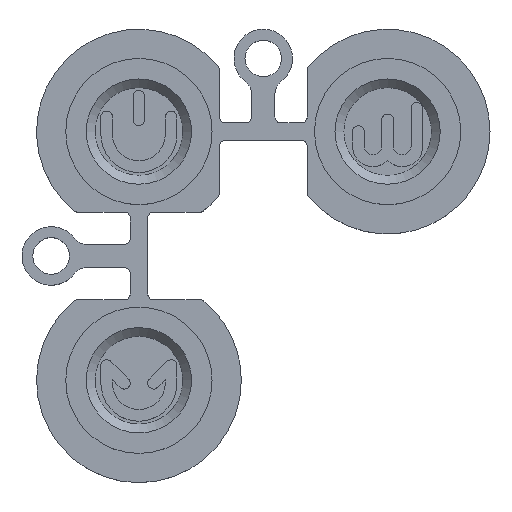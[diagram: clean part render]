
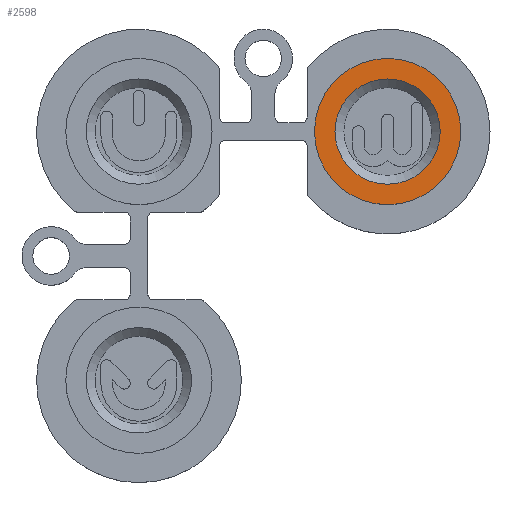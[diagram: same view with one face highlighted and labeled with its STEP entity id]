
A CAD part, top view. The second image highlights one B-rep face of the part: STEP entity #2598.
In plain terms, the highlighted planar face has unit normal (0, 0, 1).
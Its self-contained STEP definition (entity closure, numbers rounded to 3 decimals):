
#2548=CARTESIAN_POINT('',(12.,0.,1.4));
#2549=VERTEX_POINT('',#2548);
#2556=CARTESIAN_POINT('',(22.,-0.,1.4));
#2557=VERTEX_POINT('',#2556);
#2558=CARTESIAN_POINT('',(17.,0.,1.4));
#2559=DIRECTION('',(0.,0.,1.));
#2560=DIRECTION('',(1.,0.,-0.));
#2561=AXIS2_PLACEMENT_3D('',#2558,#2559,#2560);
#2562=CIRCLE('',#2561,5.);
#2563=EDGE_CURVE('',#2557,#2549,#2562,.T.);
#2565=CARTESIAN_POINT('',(17.,0.,1.4));
#2566=DIRECTION('',(0.,0.,1.));
#2567=DIRECTION('',(1.,0.,-0.));
#2568=AXIS2_PLACEMENT_3D('',#2565,#2566,#2567);
#2569=CIRCLE('',#2568,5.);
#2570=EDGE_CURVE('',#2549,#2557,#2569,.T.);
#2578=CARTESIAN_POINT('',(0.,0.,1.4));
#2579=DIRECTION('',(0.,0.,1.));
#2580=DIRECTION('',(1.,0.,0.));
#2581=AXIS2_PLACEMENT_3D('',#2578,#2579,#2580);
#2582=PLANE('',#2581);
#2583=CARTESIAN_POINT('',(20.6,0.,1.4));
#2584=VERTEX_POINT('',#2583);
#2585=CARTESIAN_POINT('',(17.,0.,1.4));
#2586=DIRECTION('',(-0.,-0.,-1.));
#2587=DIRECTION('',(1.,0.,-0.));
#2588=AXIS2_PLACEMENT_3D('',#2585,#2586,#2587);
#2589=CIRCLE('',#2588,3.6);
#2590=EDGE_CURVE('',#2584,#2584,#2589,.T.);
#2591=ORIENTED_EDGE('',*,*,#2590,.T.);
#2592=EDGE_LOOP('',(#2591));
#2593=FACE_BOUND('',#2592,.T.);
#2594=ORIENTED_EDGE('',*,*,#2563,.T.);
#2595=ORIENTED_EDGE('',*,*,#2570,.T.);
#2596=EDGE_LOOP('',(#2594,#2595));
#2597=FACE_BOUND('',#2596,.T.);
#2598=ADVANCED_FACE('',(#2593,#2597),#2582,.T.);
